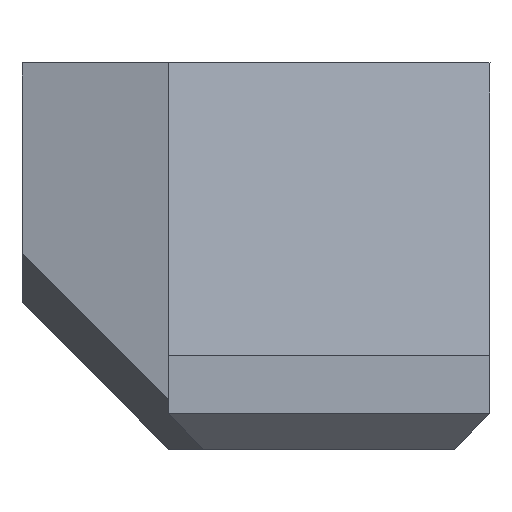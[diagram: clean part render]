
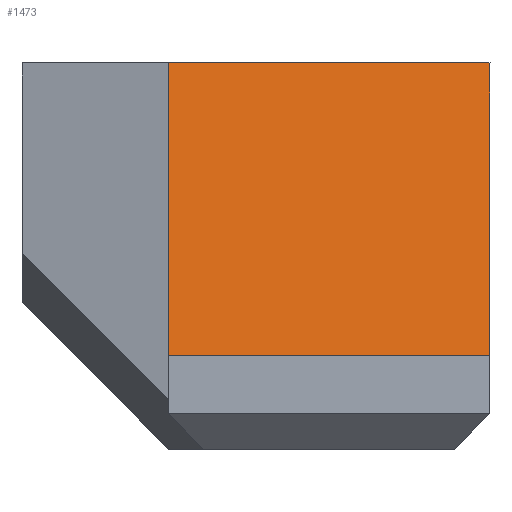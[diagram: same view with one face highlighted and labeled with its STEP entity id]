
A CAD part, front view. The second image highlights one B-rep face of the part: STEP entity #1473.
In plain terms, the highlighted planar face has unit normal (0.444, -0.896, 0).
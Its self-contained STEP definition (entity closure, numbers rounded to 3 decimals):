
#43=PLANE('',#1584);
#122=FACE_OUTER_BOUND('',#206,.T.);
#206=EDGE_LOOP('',(#1306,#1307,#1308,#1309));
#421=LINE('',#5523,#518);
#425=LINE('',#5537,#522);
#426=LINE('',#5538,#523);
#427=LINE('',#5539,#524);
#518=VECTOR('',#1840,10.);
#522=VECTOR('',#1858,10.);
#523=VECTOR('',#1859,10.);
#524=VECTOR('',#1860,10.);
#671=VERTEX_POINT('',#5521);
#672=VERTEX_POINT('',#5522);
#674=VERTEX_POINT('',#5535);
#675=VERTEX_POINT('',#5536);
#884=EDGE_CURVE('',#671,#672,#421,.T.);
#889=EDGE_CURVE('',#674,#675,#425,.T.);
#890=EDGE_CURVE('',#674,#672,#426,.T.);
#891=EDGE_CURVE('',#675,#671,#427,.T.);
#1306=ORIENTED_EDGE('',*,*,#889,.F.);
#1307=ORIENTED_EDGE('',*,*,#890,.T.);
#1308=ORIENTED_EDGE('',*,*,#884,.F.);
#1309=ORIENTED_EDGE('',*,*,#891,.F.);
#1473=ADVANCED_FACE('',(#122),#43,.T.);
#1584=AXIS2_PLACEMENT_3D('',#5534,#1856,#1857);
#1840=DIRECTION('',(0.896,0.444,0.));
#1856=DIRECTION('center_axis',(0.444,-0.896,0.));
#1857=DIRECTION('ref_axis',(0.896,0.444,0.));
#1858=DIRECTION('',(-0.896,-0.444,0.));
#1859=DIRECTION('',(0.,0.,1.));
#1860=DIRECTION('',(0.,0.,1.));
#5521=CARTESIAN_POINT('',(549.1,263.392,-220.41));
#5522=CARTESIAN_POINT('',(562.85,270.197,-220.41));
#5523=CARTESIAN_POINT('',(549.1,263.392,-220.41));
#5534=CARTESIAN_POINT('Origin',(549.1,263.392,-232.91));
#5535=CARTESIAN_POINT('',(562.85,270.197,-232.91));
#5536=CARTESIAN_POINT('',(549.1,263.392,-232.91));
#5537=CARTESIAN_POINT('',(550.48,264.075,-232.91));
#5538=CARTESIAN_POINT('',(562.85,270.197,-232.91));
#5539=CARTESIAN_POINT('',(549.1,263.392,-232.91));
